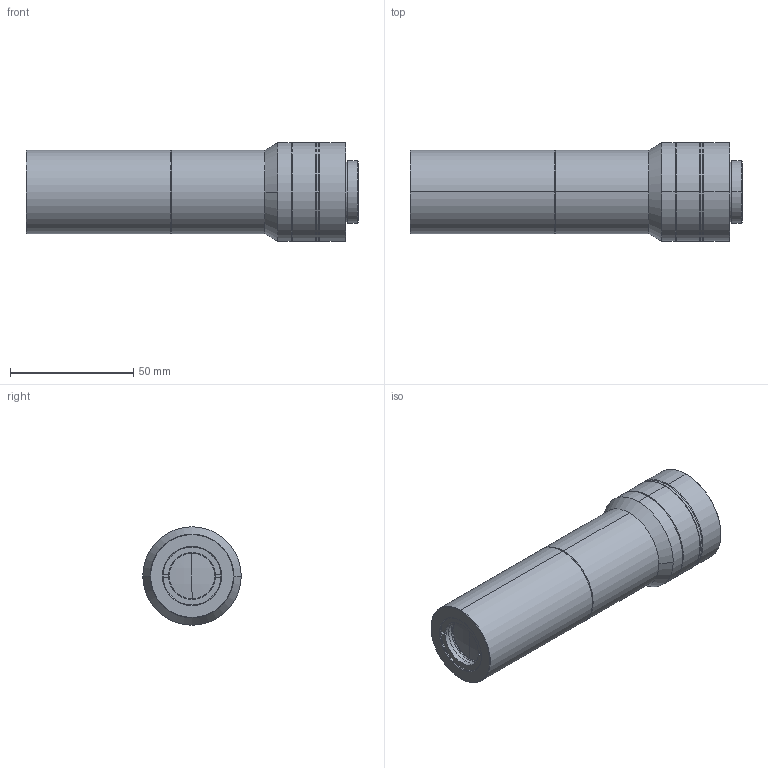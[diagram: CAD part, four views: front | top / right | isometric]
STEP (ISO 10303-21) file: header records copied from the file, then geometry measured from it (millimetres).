
FILE_DESCRIPTION (( 'STEP AP214' ), '1' );
FILE_NAME ('TTL18.5-11.5-25C.STEP', '2023-05-12T08:22:25', ( '' ), ( '' ), 'SwSTEP 2.0', 'SolidWorks 2022', '' );
FILE_SCHEMA (( 'AUTOMOTIVE_DESIGN' ));
Length unit declared in the file: millimetre
Products named in the file (1): TTL18.5-11.5-25C
Bounding box: 134.79 x 40 x 40 mm (x, y, z)
Volume: 93129.3 mm3; surface area: 44719.8 mm2
Topology: 20 solids, 20 shells, 334 faces, 723 edges, 455 vertices
Faces by surface type: cylinder 130, cone 89, plane 84, bspline 31
Entity records: 14203 total; most frequent: CARTESIAN_POINT 2766, DIRECTION 1729, ORIENTED_EDGE 1446, AXIS2_PLACEMENT_3D 732, EDGE_CURVE 723, VERTEX_POINT 455, CIRCLE 428, EDGE_LOOP 392
